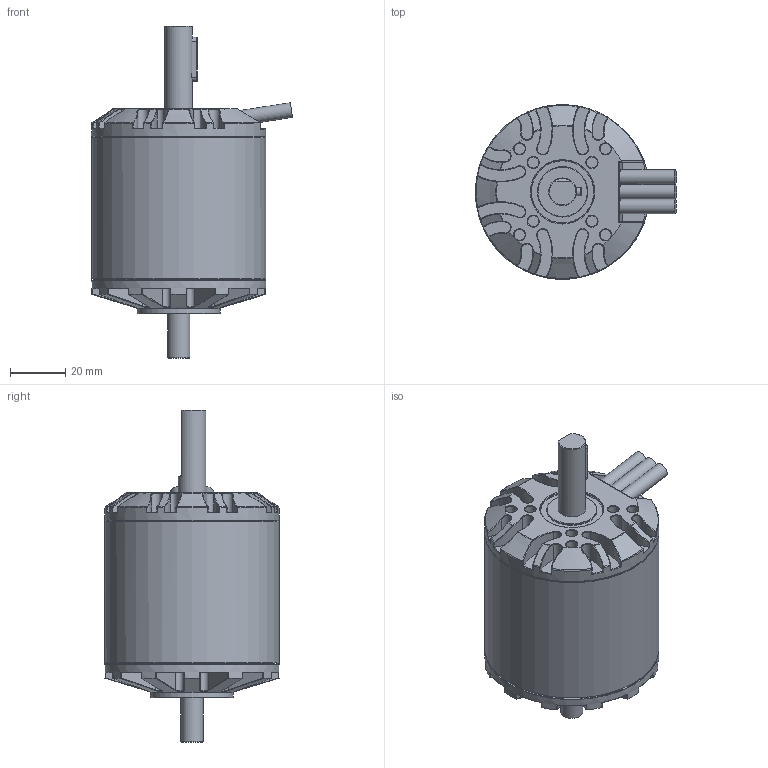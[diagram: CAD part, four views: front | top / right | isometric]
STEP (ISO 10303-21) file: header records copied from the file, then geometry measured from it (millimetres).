
FILE_DESCRIPTION(/* description */ (''),/* implementation_level */ '2;1');
FILE_NAME(/* name */ 'ODrive Dual Shaft Motor - D6374 150KV.stp',/* time_stamp */ '2020-11-06T16:17:21-05:00',/* author */ ('Jarrett'),/* organization */ (''),/* preprocessor_version */ 'ST-DEVELOPER v18.1',/* originating_system */ 'Autodesk Inventor 2020',/* authorisation */ '');
FILE_SCHEMA (('AUTOMOTIVE_DESIGN { 1 0 10303 214 3 1 1 }'));
Length unit declared in the file: millimetre
Products named in the file (1): ODrive Motor
Bounding box: 72.68 x 63 x 120 mm (x, y, z)
Volume: 209947.4 mm3; surface area: 26581.9 mm2
Topology: 2 solids, 2 shells, 588 faces, 1554 edges, 978 vertices
Faces by surface type: plane 228, cylinder 130, bspline 113, torus 99, cone 14, sphere 4
Full cylindrical faces by diameter (mm): 4 x8, 8 x1, 10 x1, 18.226 x1, 22.872 x1, 30 x1, 63 x3
Entity records: 22946 total; most frequent: CARTESIAN_POINT 8641, ORIENTED_EDGE 3104, DIRECTION 2615, EDGE_CURVE 1552, VERTEX_POINT 978, AXIS2_PLACEMENT_3D 971, LINE 673, VECTOR 673
